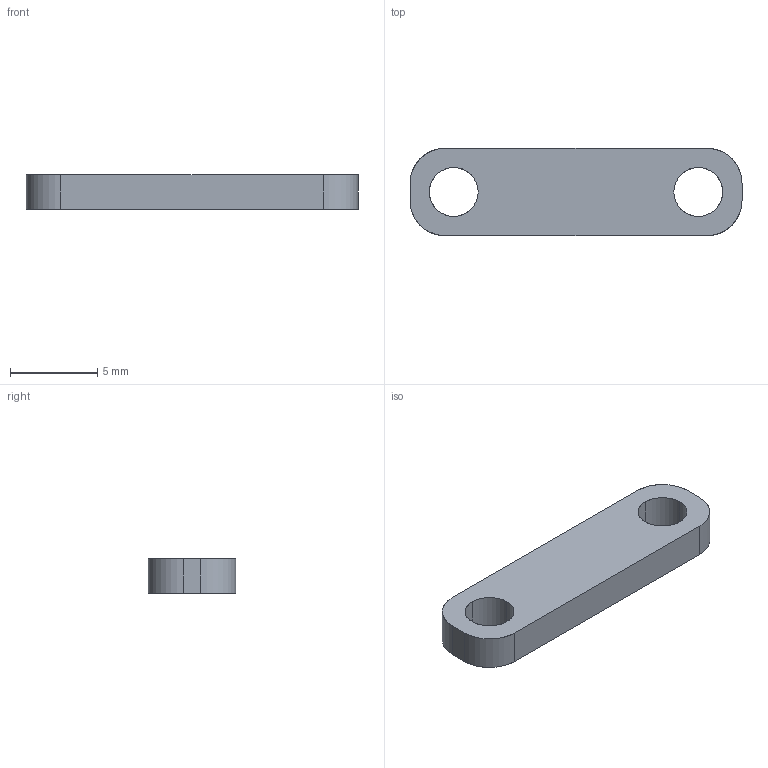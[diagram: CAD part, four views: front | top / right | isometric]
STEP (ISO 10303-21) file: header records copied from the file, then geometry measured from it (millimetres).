
FILE_DESCRIPTION(/* description */ (''),/* implementation_level */ '2;1');
FILE_NAME(/* name */ 'Case Grip.step',/* time_stamp */ '2023-08-14T17:04:40+01:00',/* author */ (''),/* organization */ (''),/* preprocessor_version */ 'ST-DEVELOPER v19.2',/* originating_system */ 'Autodesk Translation Framework v12.6.0.85',/* authorisation */ '');
FILE_SCHEMA (('AUTOMOTIVE_DESIGN { 1 0 10303 214 3 1 1 }'));
Length unit declared in the file: millimetre
Products named in the file (1): Grip
Bounding box: 19 x 5 x 2 mm (x, y, z)
Surface area: 282.8 mm2 (no closed solid volume)
Topology: 0 solids, 3 shells, 18 faces, 72 edges, 48 vertices
Faces by surface type: cylinder 12, plane 6
Entity records: 894 total; most frequent: CARTESIAN_POINT 283, DIRECTION 110, ORIENTED_EDGE 96, EDGE_CURVE 72, VERTEX_POINT 48, AXIS2_PLACEMENT_3D 43, CIRCLE 24, B_SPLINE_CURVE_WITH_KNOTS 24
